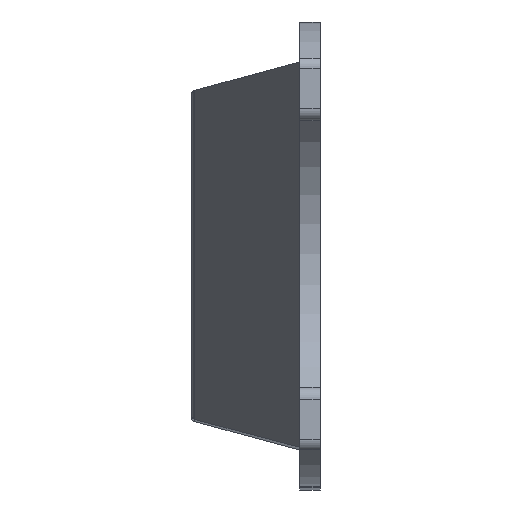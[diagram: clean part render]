
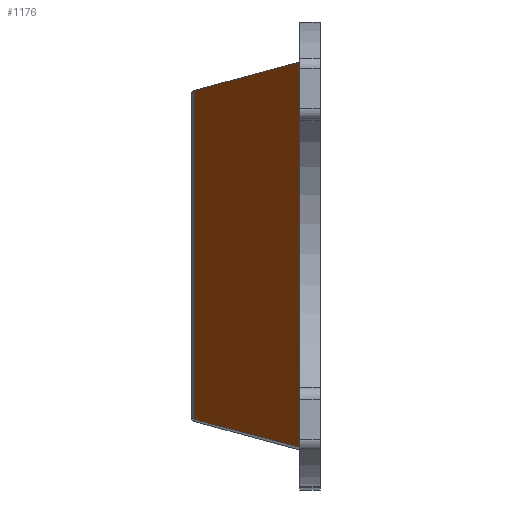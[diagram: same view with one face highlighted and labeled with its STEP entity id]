
A CAD part, top view. The second image highlights one B-rep face of the part: STEP entity #1176.
In plain terms, the highlighted planar face has unit normal (-0.866, 0, 0.5).
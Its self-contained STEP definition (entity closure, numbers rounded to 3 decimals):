
#73=PLANE('',#1308);
#105=FACE_OUTER_BOUND('',#183,.T.);
#183=EDGE_LOOP('',(#914,#915,#916,#917));
#260=LINE('',#1841,#350);
#262=LINE('',#1852,#352);
#287=LINE('',#1963,#377);
#288=LINE('',#1965,#378);
#350=VECTOR('',#1459,10.);
#352=VECTOR('',#1469,10.);
#377=VECTOR('',#1578,10.);
#378=VECTOR('',#1581,10.);
#518=VERTEX_POINT('',#1838);
#519=VERTEX_POINT('',#1840);
#523=VERTEX_POINT('',#1849);
#524=VERTEX_POINT('',#1851);
#639=EDGE_CURVE('',#519,#518,#260,.T.);
#644=EDGE_CURVE('',#524,#523,#262,.T.);
#701=EDGE_CURVE('',#518,#524,#287,.T.);
#702=EDGE_CURVE('',#523,#519,#288,.T.);
#914=ORIENTED_EDGE('',*,*,#639,.T.);
#915=ORIENTED_EDGE('',*,*,#701,.T.);
#916=ORIENTED_EDGE('',*,*,#644,.T.);
#917=ORIENTED_EDGE('',*,*,#702,.T.);
#1176=ADVANCED_FACE('',(#105),#73,.T.);
#1308=AXIS2_PLACEMENT_3D('',#1964,#1579,#1580);
#1459=DIRECTION('',(0.496,-0.133,0.858));
#1469=DIRECTION('',(-0.496,-0.133,-0.858));
#1578=DIRECTION('',(0.,1.,0.));
#1579=DIRECTION('center_axis',(-0.866,0.,0.5));
#1580=DIRECTION('ref_axis',(0.5,0.,0.866));
#1581=DIRECTION('',(0.,-1.,0.));
#1838=CARTESIAN_POINT('',(-0.013,-23.654,-33.523));
#1840=CARTESIAN_POINT('',(-12.902,-20.201,-55.846));
#1841=CARTESIAN_POINT('',(-0.633,-23.488,-34.596));
#1849=CARTESIAN_POINT('',(-12.902,20.201,-55.846));
#1851=CARTESIAN_POINT('',(-0.013,23.654,-33.523));
#1852=CARTESIAN_POINT('',(-12.129,20.408,-54.508));
#1963=CARTESIAN_POINT('',(-0.013,0.,-33.523));
#1964=CARTESIAN_POINT('Origin',(-13.25,0.,-56.45));
#1965=CARTESIAN_POINT('',(-12.902,0.,-55.846));
